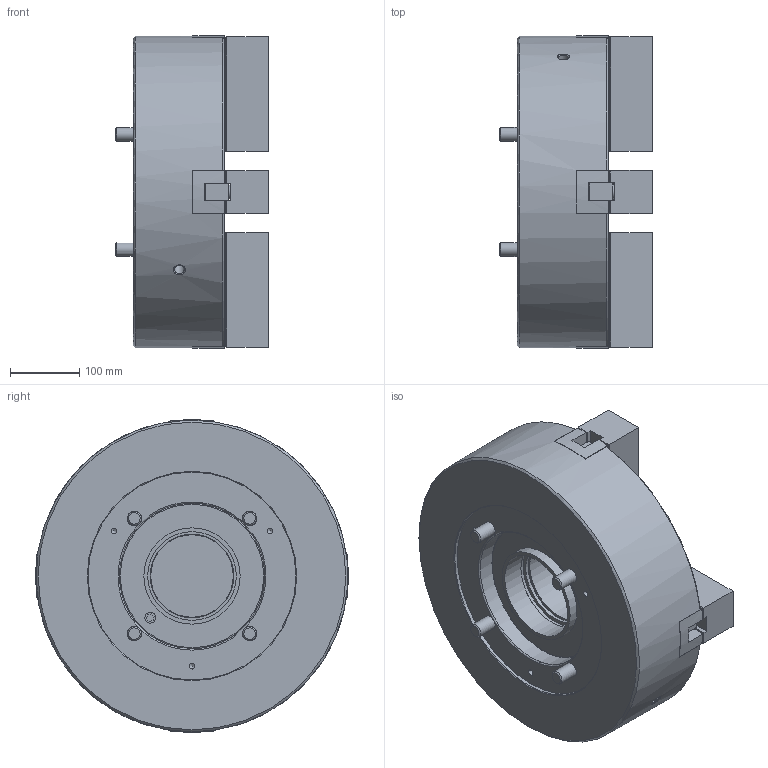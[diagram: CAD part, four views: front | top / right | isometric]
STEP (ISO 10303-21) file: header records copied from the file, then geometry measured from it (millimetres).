
FILE_DESCRIPTION (( 'STEP AP203' ), '1' );
FILE_NAME ('CF-4H-18.STEP', '2025-03-04T08:45:21', ( '' ), ( '' ), 'SwSTEP 2.0', 'SolidWorks 2020', '' );
FILE_SCHEMA (( 'CONFIG_CONTROL_DESIGN' ));
Length unit declared in the file: millimetre
Products named in the file (12): CF-4H-15-05010; 圓頭內六角螺栓_M20x130; CF-3H-18-02010; 圓頭內六角螺栓_M20x50; CF-3H-215-04020(寬25.5)(T型塊); CF-4H-18; SJ-15P; CF-3H-15-08000; CF-4H-18-01010; 半圓頭六角孔螺栓_M6x12; CF-4H-15-02010; 圓頭內六角螺栓_M12x40
Assembly tree (33 placements, depth 2):
  CF-4H-18
    CF-4H-18-01010
    CF-4H-15-02010
    CF-4H-15-05010
    CF-3H-18-02010  x4
    CF-3H-215-04020(寬25.5)(T型塊)  x4
    SJ-15P  x4
    CF-3H-15-08000
    半圓頭六角孔螺栓_M6x12  x4
    圓頭內六角螺栓_M12x40
    圓頭內六角螺栓_M20x130  x4
    圓頭內六角螺栓_M20x50  x8
Bounding box: 220.25 x 450.92 x 450.92 mm (x, y, z)
Volume: 20860883.2 mm3; surface area: 1458659.4 mm2
Topology: 33 solids, 33 shells, 7372 faces, 21631 edges, 14369 vertices
Faces by surface type: plane 5462, cylinder 1790, cone 114, torus 6
Full cylindrical faces by diameter (mm): 5 x4, 6 x4, 6.6 x4, 8.5 x4, 10.5 x4, 11 x4, 12 x1, 14 x6, 17.5 x8, 18 x1, 20 x12, 21 x12, 30 x12, 32 x12, 60 x1, 120 x2, 120.5 x1, 125 x2, 128 x1, 131 x1, 139 x1, 140 x1, 210 x2, 300 x1, 450 x1
Entity records: 66018 total; most frequent: CARTESIAN_POINT 13778, ORIENTED_EDGE 11288, DIRECTION 9440, EDGE_CURVE 5644, LINE 4452, VECTOR 4452, VERTEX_POINT 3796, AXIS2_PLACEMENT_3D 2494
